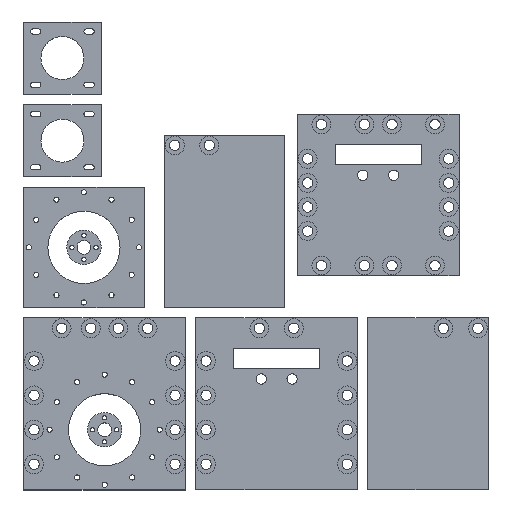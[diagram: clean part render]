
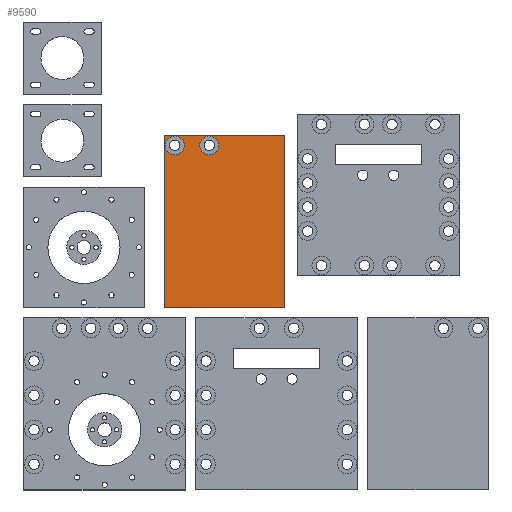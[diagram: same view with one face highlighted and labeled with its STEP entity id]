
A CAD part, top view. The second image highlights one B-rep face of the part: STEP entity #9590.
In plain terms, the highlighted planar face has unit normal (0, 0, 1).
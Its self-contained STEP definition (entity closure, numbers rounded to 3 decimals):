
#82 = DIRECTION ( 'NONE',  ( 1., 0., 0. ) ) ;
#127 = CARTESIAN_POINT ( 'NONE',  ( 35., 50., 12. ) ) ;
#164 = CARTESIAN_POINT ( 'NONE',  ( -29., 44., 12. ) ) ;
#375 = VECTOR ( 'NONE', #4144, 1000. ) ;
#1493 = ORIENTED_EDGE ( 'NONE', *, *, #8339, .F. ) ;
#1549 = AXIS2_PLACEMENT_3D ( 'NONE', #164, #10557, #82 ) ;
#1555 = CARTESIAN_POINT ( 'NONE',  ( -23.5, 44., 12. ) ) ;
#1814 = CARTESIAN_POINT ( 'NONE',  ( -34.5, 44., 12. ) ) ;
#2048 = CIRCLE ( 'NONE', #1549, 5.5 ) ;
#2268 = AXIS2_PLACEMENT_3D ( 'NONE', #7438, #7351, #3778 ) ;
#2696 = CARTESIAN_POINT ( 'NONE',  ( 35., -50., 12. ) ) ;
#2782 = DIRECTION ( 'NONE',  ( 0., 0., 1. ) ) ;
#2802 = VERTEX_POINT ( 'NONE', #7934 ) ;
#2855 = LINE ( 'NONE', #2696, #375 ) ;
#2914 = CARTESIAN_POINT ( 'NONE',  ( -35., -50., 12. ) ) ;
#2950 = DIRECTION ( 'NONE',  ( 1., 0., 0. ) ) ;
#3114 = EDGE_CURVE ( 'NONE', #8831, #4385, #9491, .T. ) ;
#3778 = DIRECTION ( 'NONE',  ( 1., 0., 0. ) ) ;
#4001 = FACE_OUTER_BOUND ( 'NONE', #11544, .T. ) ;
#4144 = DIRECTION ( 'NONE',  ( 0., 1., 0. ) ) ;
#4195 = VECTOR ( 'NONE', #7572, 1000. ) ;
#4385 = VERTEX_POINT ( 'NONE', #13385 ) ;
#4518 = VERTEX_POINT ( 'NONE', #9158 ) ;
#4566 = VERTEX_POINT ( 'NONE', #12529 ) ;
#4854 = AXIS2_PLACEMENT_3D ( 'NONE', #10770, #8626, #8475 ) ;
#4988 = FACE_BOUND ( 'NONE', #8326, .T. ) ;
#5672 = CIRCLE ( 'NONE', #2268, 5.5 ) ;
#5703 = CARTESIAN_POINT ( 'NONE',  ( 35., -50., 12. ) ) ;
#6211 = FACE_BOUND ( 'NONE', #13746, .T. ) ;
#6317 = VERTEX_POINT ( 'NONE', #14658 ) ;
#6652 = AXIS2_PLACEMENT_3D ( 'NONE', #7830, #8764, #2950 ) ;
#6855 = DIRECTION ( 'NONE',  ( 1., 0., 0. ) ) ;
#7192 = AXIS2_PLACEMENT_3D ( 'NONE', #10807, #2782, #12035 ) ;
#7238 = LINE ( 'NONE', #127, #11327 ) ;
#7351 = DIRECTION ( 'NONE',  ( 0., 0., 1. ) ) ;
#7400 = ORIENTED_EDGE ( 'NONE', *, *, #12076, .F. ) ;
#7438 = CARTESIAN_POINT ( 'NONE',  ( -9., 44., 12. ) ) ;
#7570 = CARTESIAN_POINT ( 'NONE',  ( -14.5, 44., 12. ) ) ;
#7572 = DIRECTION ( 'NONE',  ( 0., -1., 0. ) ) ;
#7683 = ORIENTED_EDGE ( 'NONE', *, *, #10100, .T. ) ;
#7830 = CARTESIAN_POINT ( 'NONE',  ( -29., 44., 12. ) ) ;
#7934 = CARTESIAN_POINT ( 'NONE',  ( -35., 50., 12. ) ) ;
#8326 = EDGE_LOOP ( 'NONE', ( #7400, #12272 ) ) ;
#8339 = EDGE_CURVE ( 'NONE', #4385, #8831, #5672, .T. ) ;
#8340 = VERTEX_POINT ( 'NONE', #1555 ) ;
#8475 = DIRECTION ( 'NONE',  ( 1., 0., 0. ) ) ;
#8626 = DIRECTION ( 'NONE',  ( 0., 0., 1. ) ) ;
#8764 = DIRECTION ( 'NONE',  ( 0., 0., 1. ) ) ;
#8831 = VERTEX_POINT ( 'NONE', #7570 ) ;
#9002 = EDGE_CURVE ( 'NONE', #4566, #2802, #7238, .T. ) ;
#9134 = VERTEX_POINT ( 'NONE', #1814 ) ;
#9158 = CARTESIAN_POINT ( 'NONE',  ( 35., -50., 12. ) ) ;
#9491 = CIRCLE ( 'NONE', #4854, 5.5 ) ;
#9590 = ADVANCED_FACE ( 'NONE', ( #4988, #6211, #4001 ), #9734, .T. ) ;
#9666 = VECTOR ( 'NONE', #6855, 1000. ) ;
#9734 = PLANE ( 'NONE',  #7192 ) ;
#10100 = EDGE_CURVE ( 'NONE', #4518, #4566, #2855, .T. ) ;
#10234 = ORIENTED_EDGE ( 'NONE', *, *, #14608, .T. ) ;
#10487 = ORIENTED_EDGE ( 'NONE', *, *, #9002, .T. ) ;
#10557 = DIRECTION ( 'NONE',  ( 0., 0., 1. ) ) ;
#10607 = LINE ( 'NONE', #5703, #9666 ) ;
#10770 = CARTESIAN_POINT ( 'NONE',  ( -9., 44., 12. ) ) ;
#10807 = CARTESIAN_POINT ( 'NONE',  ( 0., 0., 12. ) ) ;
#11015 = LINE ( 'NONE', #2914, #4195 ) ;
#11055 = CIRCLE ( 'NONE', #6652, 5.5 ) ;
#11327 = VECTOR ( 'NONE', #12698, 1000. ) ;
#11544 = EDGE_LOOP ( 'NONE', ( #13088, #10234, #7683, #10487 ) ) ;
#11706 = EDGE_CURVE ( 'NONE', #2802, #6317, #11015, .T. ) ;
#12035 = DIRECTION ( 'NONE',  ( 1., 0., 0. ) ) ;
#12076 = EDGE_CURVE ( 'NONE', #8340, #9134, #11055, .T. ) ;
#12272 = ORIENTED_EDGE ( 'NONE', *, *, #12743, .F. ) ;
#12529 = CARTESIAN_POINT ( 'NONE',  ( 35., 50., 12. ) ) ;
#12698 = DIRECTION ( 'NONE',  ( -1., 0., 0. ) ) ;
#12743 = EDGE_CURVE ( 'NONE', #9134, #8340, #2048, .T. ) ;
#13088 = ORIENTED_EDGE ( 'NONE', *, *, #11706, .T. ) ;
#13232 = ORIENTED_EDGE ( 'NONE', *, *, #3114, .F. ) ;
#13385 = CARTESIAN_POINT ( 'NONE',  ( -3.5, 44., 12. ) ) ;
#13746 = EDGE_LOOP ( 'NONE', ( #1493, #13232 ) ) ;
#14608 = EDGE_CURVE ( 'NONE', #6317, #4518, #10607, .T. ) ;
#14658 = CARTESIAN_POINT ( 'NONE',  ( -35., -50., 12. ) ) ;
